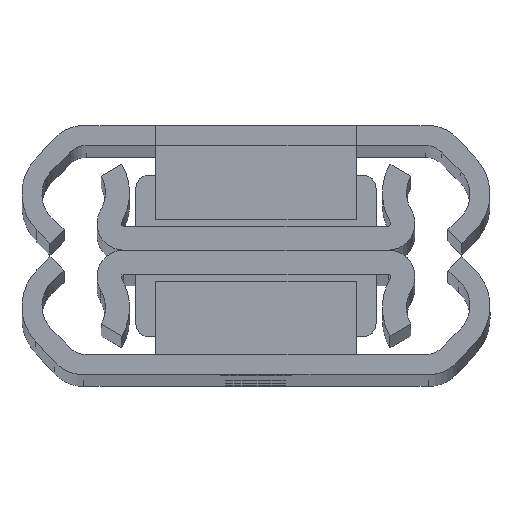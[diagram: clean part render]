
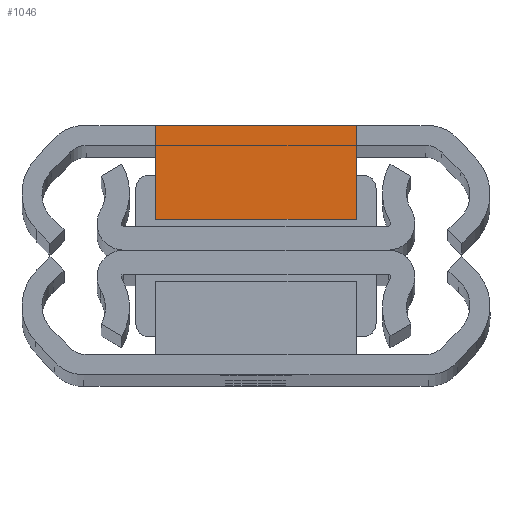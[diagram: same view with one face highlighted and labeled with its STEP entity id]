
A CAD part, top view. The second image highlights one B-rep face of the part: STEP entity #1046.
In plain terms, the highlighted face is planar.
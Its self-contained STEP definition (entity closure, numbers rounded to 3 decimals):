
#34 = PLANE ( 'NONE',  #2620 ) ;
#37 = CARTESIAN_POINT ( 'NONE',  ( 7.5, -9.78, -249.5 ) ) ;
#43 = DIRECTION ( 'NONE',  ( 0., 0., 1. ) ) ;
#44 = DIRECTION ( 'NONE',  ( 1., 0., 0. ) ) ;
#294 = CARTESIAN_POINT ( 'NONE',  ( 7.5, -2.78, -249.5 ) ) ;
#299 = DIRECTION ( 'NONE',  ( 0., -1., 0. ) ) ;
#336 = CARTESIAN_POINT ( 'NONE',  ( -7.5, -9.78, -249.5 ) ) ;
#340 = DIRECTION ( 'NONE',  ( 0., 1., 0. ) ) ;
#488 = CARTESIAN_POINT ( 'NONE',  ( -7.5, -8.28, -249.5 ) ) ;
#489 = DIRECTION ( 'NONE',  ( 0., 1., 0. ) ) ;
#622 = VERTEX_POINT ( 'NONE', #819 ) ;
#637 = VERTEX_POINT ( 'NONE', #833 ) ;
#682 = VERTEX_POINT ( 'NONE', #878 ) ;
#713 = VERTEX_POINT ( 'NONE', #909 ) ;
#793 = VERTEX_POINT ( 'NONE', #989 ) ;
#794 = VERTEX_POINT ( 'NONE', #990 ) ;
#819 = CARTESIAN_POINT ( 'NONE',  ( 7.5, -8.28, -249.5 ) ) ;
#833 = CARTESIAN_POINT ( 'NONE',  ( 7.5, -2.78, -249.5 ) ) ;
#878 = CARTESIAN_POINT ( 'NONE',  ( -7.5, -2.78, -249.5 ) ) ;
#909 = CARTESIAN_POINT ( 'NONE',  ( -7.5, -8.28, -249.5 ) ) ;
#989 = CARTESIAN_POINT ( 'NONE',  ( 7.5, -9.78, -249.5 ) ) ;
#990 = CARTESIAN_POINT ( 'NONE',  ( -7.5, -9.78, -249.5 ) ) ;
#1046 = ADVANCED_FACE ( 'NONE', ( #2093 ), #34, .F. ) ;
#1304 = ORIENTED_EDGE ( 'NONE', *, *, #3146, .T. ) ;
#1305 = ORIENTED_EDGE ( 'NONE', *, *, #3228, .T. ) ;
#1307 = ORIENTED_EDGE ( 'NONE', *, *, #3219, .F. ) ;
#1318 = ORIENTED_EDGE ( 'NONE', *, *, #3221, .F. ) ;
#1321 = ORIENTED_EDGE ( 'NONE', *, *, #3065, .T. ) ;
#1322 = ORIENTED_EDGE ( 'NONE', *, *, #3082, .T. ) ;
#1611 = CARTESIAN_POINT ( 'NONE',  ( 7.5, -9.78, -249.5 ) ) ;
#1612 = DIRECTION ( 'NONE',  ( 0., 1., 0. ) ) ;
#1614 = CARTESIAN_POINT ( 'NONE',  ( 7.5, -9.78, -249.5 ) ) ;
#1615 = DIRECTION ( 'NONE',  ( 1., 0., 0. ) ) ;
#1620 = CARTESIAN_POINT ( 'NONE',  ( -7.5, -2.78, -249.5 ) ) ;
#1632 = DIRECTION ( 'NONE',  ( 1., 0., 0. ) ) ;
#2093 = FACE_OUTER_BOUND ( 'NONE', #2483, .T. ) ;
#2243 = LINE ( 'NONE', #294, #2244 ) ;
#2244 = VECTOR ( 'NONE', #299, 1000. ) ;
#2270 = LINE ( 'NONE', #336, #2783 ) ;
#2483 = EDGE_LOOP ( 'NONE', ( #1322, #1304, #1305, #1321, #1307, #1318 ) ) ;
#2620 = AXIS2_PLACEMENT_3D ( 'NONE', #37, #43, #44 ) ;
#2783 = VECTOR ( 'NONE', #340, 1000. ) ;
#2874 = VECTOR ( 'NONE', #489, 1000. ) ;
#2882 = LINE ( 'NONE', #488, #2874 ) ;
#3003 = LINE ( 'NONE', #1611, #3004 ) ;
#3004 = VECTOR ( 'NONE', #1612, 1000. ) ;
#3010 = LINE ( 'NONE', #1614, #3011 ) ;
#3011 = VECTOR ( 'NONE', #1615, 1000. ) ;
#3019 = LINE ( 'NONE', #1620, #3023 ) ;
#3023 = VECTOR ( 'NONE', #1632, 1000. ) ;
#3065 = EDGE_CURVE ( 'NONE', #637, #622, #2243, .T. ) ;
#3082 = EDGE_CURVE ( 'NONE', #794, #713, #2270, .T. ) ;
#3146 = EDGE_CURVE ( 'NONE', #713, #682, #2882, .T. ) ;
#3219 = EDGE_CURVE ( 'NONE', #793, #622, #3003, .T. ) ;
#3221 = EDGE_CURVE ( 'NONE', #794, #793, #3010, .T. ) ;
#3228 = EDGE_CURVE ( 'NONE', #682, #637, #3019, .T. ) ;
